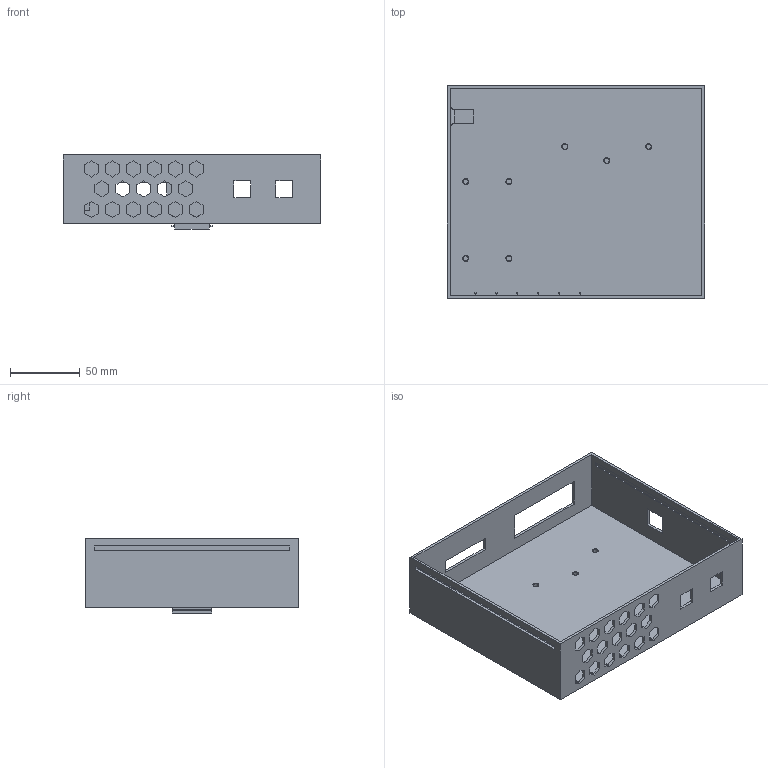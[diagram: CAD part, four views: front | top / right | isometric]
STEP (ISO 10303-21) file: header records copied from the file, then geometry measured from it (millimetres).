
FILE_DESCRIPTION(/* description */ (''),/* implementation_level */ '2;1');
FILE_NAME(/* name */ 'pertinaks2.stp',/* time_stamp */ '2025-01-18T14:12:04+03:00',/* author */ (''),/* organization */ (''),/* preprocessor_version */ 'ST-DEVELOPER v16',/* originating_system */ 'SIEMENS PLM Software NX 11.0',/* authorisation */ '');
FILE_SCHEMA (('AUTOMOTIVE_DESIGN { 1 0 10303 214 3 1 1 1 }'));
Length unit declared in the file: millimetre
Products named in the file (1): pertinaks2
Bounding box: 184 x 152 x 53 mm (x, y, z)
Volume: 181356.4 mm3; surface area: 114379.6 mm2
Topology: 1 solids, 1 shells, 194 faces, 553 edges, 365 vertices
Faces by surface type: plane 176, cylinder 11, cone 7
Full cylindrical faces by diameter (mm): 3.7 x7
Entity records: 6244 total; most frequent: CARTESIAN_POINT 1099, ORIENTED_EDGE 1078, DIRECTION 954, EDGE_CURVE 539, LINE 514, VECTOR 514, VERTEX_POINT 365, EDGE_LOOP 260
